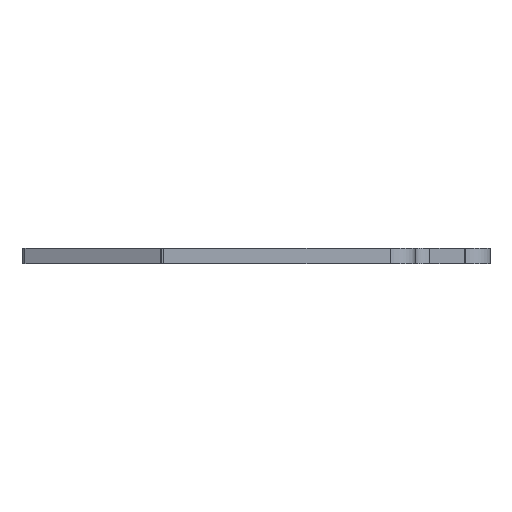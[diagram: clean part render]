
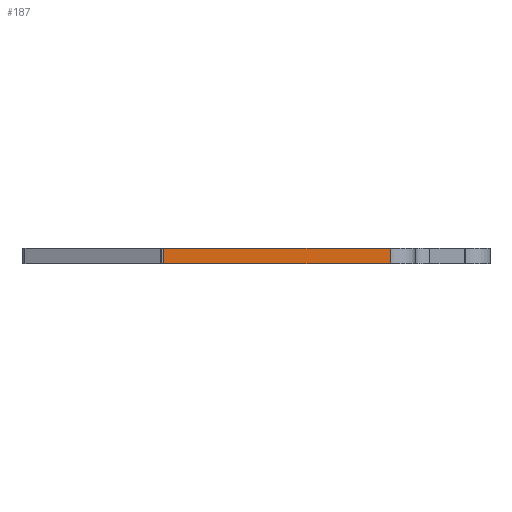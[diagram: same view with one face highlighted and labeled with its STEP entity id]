
A CAD part, left-side view. The second image highlights one B-rep face of the part: STEP entity #187.
In plain terms, the highlighted planar face has unit normal (-1, 0, 0).
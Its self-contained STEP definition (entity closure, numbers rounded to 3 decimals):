
#73 = VECTOR ( 'NONE', #270, 1000. ) ;
#79 = LINE ( 'NONE', #247, #73 ) ;
#85 = CARTESIAN_POINT ( 'NONE',  ( -29.91, -10.222, 0. ) ) ;
#150 = VECTOR ( 'NONE', #464, 1000. ) ;
#153 = VECTOR ( 'NONE', #475, 1000. ) ;
#159 = LINE ( 'NONE', #494, #153 ) ;
#171 = LINE ( 'NONE', #466, #150 ) ;
#187 = ADVANCED_FACE ( 'NONE', ( #310 ), #431, .F. ) ;
#234 = VECTOR ( 'NONE', #771, 1000. ) ;
#247 = CARTESIAN_POINT ( 'NONE',  ( -29.91, 7.246, 1.2 ) ) ;
#255 = LINE ( 'NONE', #798, #234 ) ;
#270 = DIRECTION ( 'NONE',  ( 0., 0., -1. ) ) ;
#292 = ORIENTED_EDGE ( 'NONE', *, *, #745, .F. ) ;
#309 = CARTESIAN_POINT ( 'NONE',  ( -29.91, -10.222, 1.2 ) ) ;
#310 = FACE_OUTER_BOUND ( 'NONE', #385, .T. ) ;
#317 = CARTESIAN_POINT ( 'NONE',  ( -29.91, 7.246, 1.2 ) ) ;
#385 = EDGE_LOOP ( 'NONE', ( #846, #292, #547, #549 ) ) ;
#391 = AXIS2_PLACEMENT_3D ( 'NONE', #471, #428, #438 ) ;
#428 = DIRECTION ( 'NONE',  ( 1., 0., 0. ) ) ;
#431 = PLANE ( 'NONE',  #391 ) ;
#438 = DIRECTION ( 'NONE',  ( 0., 0., -1. ) ) ;
#455 = VERTEX_POINT ( 'NONE', #85 ) ;
#464 = DIRECTION ( 'NONE',  ( 0., -1., 0. ) ) ;
#466 = CARTESIAN_POINT ( 'NONE',  ( -29.91, 7.246, 1.2 ) ) ;
#471 = CARTESIAN_POINT ( 'NONE',  ( -29.91, 7.246, 1.2 ) ) ;
#475 = DIRECTION ( 'NONE',  ( 0., 0., -1. ) ) ;
#494 = CARTESIAN_POINT ( 'NONE',  ( -29.91, -10.222, 1.2 ) ) ;
#547 = ORIENTED_EDGE ( 'NONE', *, *, #748, .F. ) ;
#549 = ORIENTED_EDGE ( 'NONE', *, *, #822, .T. ) ;
#559 = VERTEX_POINT ( 'NONE', #788 ) ;
#565 = EDGE_CURVE ( 'NONE', #559, #455, #255, .T. ) ;
#745 = EDGE_CURVE ( 'NONE', #807, #455, #159, .T. ) ;
#748 = EDGE_CURVE ( 'NONE', #808, #807, #171, .T. ) ;
#771 = DIRECTION ( 'NONE',  ( 0., -1., 0. ) ) ;
#788 = CARTESIAN_POINT ( 'NONE',  ( -29.91, 7.246, 0. ) ) ;
#798 = CARTESIAN_POINT ( 'NONE',  ( -29.91, 7.246, 0. ) ) ;
#807 = VERTEX_POINT ( 'NONE', #309 ) ;
#808 = VERTEX_POINT ( 'NONE', #317 ) ;
#822 = EDGE_CURVE ( 'NONE', #808, #559, #79, .T. ) ;
#846 = ORIENTED_EDGE ( 'NONE', *, *, #565, .T. ) ;
